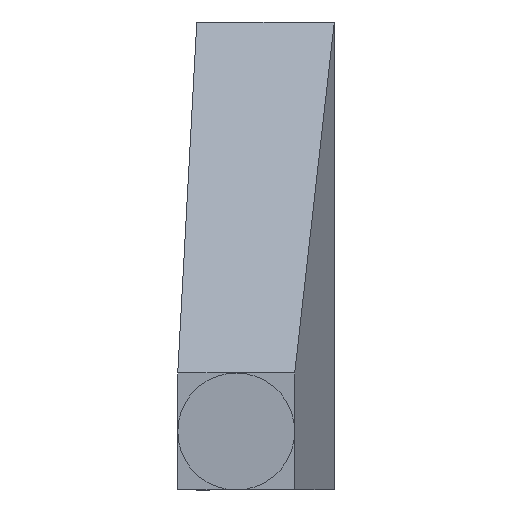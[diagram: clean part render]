
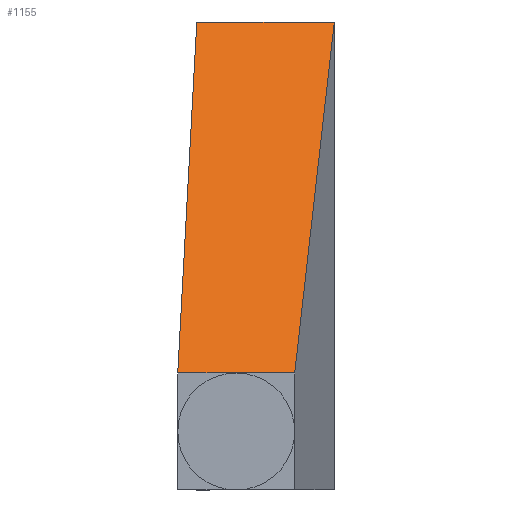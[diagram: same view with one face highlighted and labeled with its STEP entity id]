
A CAD part, front view. The second image highlights one B-rep face of the part: STEP entity #1155.
In plain terms, the highlighted planar face has unit normal (0, -0.768, 0.64).
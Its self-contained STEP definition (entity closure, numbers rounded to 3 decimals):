
#278 = VERTEX_POINT('',#279);
#279 = CARTESIAN_POINT('',(0.,0.,16.));
#293 = PLANE('',#294);
#294 = AXIS2_PLACEMENT_3D('',#295,#296,#297);
#295 = CARTESIAN_POINT('',(0.,0.,16.));
#296 = DIRECTION('',(0.,0.,1.));
#297 = DIRECTION('',(0.,1.,0.));
#319 = PLANE('',#320);
#320 = AXIS2_PLACEMENT_3D('',#321,#322,#323);
#321 = CARTESIAN_POINT('',(-0.65,-10.,0.));
#322 = DIRECTION('',(-0.998,0.065,
    0.));
#323 = DIRECTION('',(0.065,0.998,
    0.));
#688 = VERTEX_POINT('',#689);
#689 = CARTESIAN_POINT('',(4.7,0.,16.));
#724 = PLANE('',#725);
#725 = AXIS2_PLACEMENT_3D('',#726,#727,#728);
#726 = CARTESIAN_POINT('',(3.35,-10.,0.));
#727 = DIRECTION('',(-0.991,0.134,0.)
  );
#728 = DIRECTION('',(0.134,0.991,0.)
  );
#844 = EDGE_CURVE('',#278,#688,#845,.T.);
#845 = SURFACE_CURVE('',#846,(#850,#857),.PCURVE_S1.);
#846 = LINE('',#847,#848);
#847 = CARTESIAN_POINT('',(0.,0.,16.));
#848 = VECTOR('',#849,1.);
#849 = DIRECTION('',(1.,0.,0.));
#850 = PCURVE('',#293,#851);
#851 = DEFINITIONAL_REPRESENTATION('',(#852),#856);
#852 = LINE('',#853,#854);
#853 = CARTESIAN_POINT('',(0.,0.));
#854 = VECTOR('',#855,1.);
#855 = DIRECTION('',(0.,-1.));
#856 = ( GEOMETRIC_REPRESENTATION_CONTEXT(2) 
PARAMETRIC_REPRESENTATION_CONTEXT() REPRESENTATION_CONTEXT('2D SPACE',''
  ) );
#857 = PCURVE('',#858,#863);
#858 = PLANE('',#859);
#859 = AXIS2_PLACEMENT_3D('',#860,#861,#862);
#860 = CARTESIAN_POINT('',(24.7,-10.,4.));
#861 = DIRECTION('',(0.,0.768,-0.64)
  );
#862 = DIRECTION('',(0.,0.64,0.768)
  );
#863 = DEFINITIONAL_REPRESENTATION('',(#864),#868);
#864 = LINE('',#865,#866);
#865 = CARTESIAN_POINT('',(15.62,-24.7));
#866 = VECTOR('',#867,1.);
#867 = DIRECTION('',(0.,1.));
#868 = ( GEOMETRIC_REPRESENTATION_CONTEXT(2) 
PARAMETRIC_REPRESENTATION_CONTEXT() REPRESENTATION_CONTEXT('2D SPACE',''
  ) );
#924 = VERTEX_POINT('',#925);
#925 = CARTESIAN_POINT('',(-0.65,-10.,4.));
#939 = PLANE('',#940);
#940 = AXIS2_PLACEMENT_3D('',#941,#942,#943);
#941 = CARTESIAN_POINT('',(1.35,-10.,2.));
#942 = DIRECTION('',(0.,1.,0.));
#943 = DIRECTION('',(0.,0.,1.));
#951 = EDGE_CURVE('',#278,#924,#952,.T.);
#952 = SURFACE_CURVE('',#953,(#957,#964),.PCURVE_S1.);
#953 = LINE('',#954,#955);
#954 = CARTESIAN_POINT('',(-0.692,-10.645,3.226
    ));
#955 = VECTOR('',#956,1.);
#956 = DIRECTION('',(-0.042,-0.64,-0.768
    ));
#957 = PCURVE('',#319,#958);
#958 = DEFINITIONAL_REPRESENTATION('',(#959),#963);
#959 = LINE('',#960,#961);
#960 = CARTESIAN_POINT('',(-0.646,-3.226));
#961 = VECTOR('',#962,1.);
#962 = DIRECTION('',(-0.641,0.768));
#963 = ( GEOMETRIC_REPRESENTATION_CONTEXT(2) 
PARAMETRIC_REPRESENTATION_CONTEXT() REPRESENTATION_CONTEXT('2D SPACE',''
  ) );
#964 = PCURVE('',#858,#965);
#965 = DEFINITIONAL_REPRESENTATION('',(#966),#970);
#966 = LINE('',#967,#968);
#967 = CARTESIAN_POINT('',(-1.007,-25.392));
#968 = VECTOR('',#969,1.);
#969 = DIRECTION('',(-0.999,-0.042));
#970 = ( GEOMETRIC_REPRESENTATION_CONTEXT(2) 
PARAMETRIC_REPRESENTATION_CONTEXT() REPRESENTATION_CONTEXT('2D SPACE',''
  ) );
#1035 = VERTEX_POINT('',#1036);
#1036 = CARTESIAN_POINT('',(3.35,-10.,4.));
#1050 = PLANE('',#1051);
#1051 = AXIS2_PLACEMENT_3D('',#1052,#1053,#1054);
#1052 = CARTESIAN_POINT('',(1.35,-10.,2.));
#1053 = DIRECTION('',(0.,1.,0.));
#1054 = DIRECTION('',(0.,0.,1.));
#1062 = EDGE_CURVE('',#688,#1035,#1063,.T.);
#1063 = SURFACE_CURVE('',#1064,(#1068,#1075),.PCURVE_S1.);
#1064 = LINE('',#1065,#1066);
#1065 = CARTESIAN_POINT('',(3.297,-10.39,
    3.532));
#1066 = VECTOR('',#1067,1.);
#1067 = DIRECTION('',(-0.086,-0.638,-0.765
    ));
#1068 = PCURVE('',#724,#1069);
#1069 = DEFINITIONAL_REPRESENTATION('',(#1070),#1074);
#1070 = LINE('',#1071,#1072);
#1071 = CARTESIAN_POINT('',(-0.394,-3.532));
#1072 = VECTOR('',#1073,1.);
#1073 = DIRECTION('',(-0.644,0.765));
#1074 = ( GEOMETRIC_REPRESENTATION_CONTEXT(2) 
PARAMETRIC_REPRESENTATION_CONTEXT() REPRESENTATION_CONTEXT('2D SPACE',''
  ) );
#1075 = PCURVE('',#858,#1076);
#1076 = DEFINITIONAL_REPRESENTATION('',(#1077),#1081);
#1077 = LINE('',#1078,#1079);
#1078 = CARTESIAN_POINT('',(-0.609,-21.403));
#1079 = VECTOR('',#1080,1.);
#1080 = DIRECTION('',(-0.996,-0.086));
#1081 = ( GEOMETRIC_REPRESENTATION_CONTEXT(2) 
PARAMETRIC_REPRESENTATION_CONTEXT() REPRESENTATION_CONTEXT('2D SPACE',''
  ) );
#1155 = ADVANCED_FACE('',(#1156),#858,.F.);
#1156 = FACE_BOUND('',#1157,.F.);
#1157 = EDGE_LOOP('',(#1158,#1159,#1182,#1203,#1204));
#1158 = ORIENTED_EDGE('',*,*,#1062,.T.);
#1159 = ORIENTED_EDGE('',*,*,#1160,.T.);
#1160 = EDGE_CURVE('',#1035,#1161,#1163,.T.);
#1161 = VERTEX_POINT('',#1162);
#1162 = CARTESIAN_POINT('',(1.35,-10.,4.));
#1163 = SURFACE_CURVE('',#1164,(#1168,#1175),.PCURVE_S1.);
#1164 = LINE('',#1165,#1166);
#1165 = CARTESIAN_POINT('',(24.7,-10.,4.));
#1166 = VECTOR('',#1167,1.);
#1167 = DIRECTION('',(-1.,0.,0.));
#1168 = PCURVE('',#858,#1169);
#1169 = DEFINITIONAL_REPRESENTATION('',(#1170),#1174);
#1170 = LINE('',#1171,#1172);
#1171 = CARTESIAN_POINT('',(0.,0.));
#1172 = VECTOR('',#1173,1.);
#1173 = DIRECTION('',(0.,-1.));
#1174 = ( GEOMETRIC_REPRESENTATION_CONTEXT(2) 
PARAMETRIC_REPRESENTATION_CONTEXT() REPRESENTATION_CONTEXT('2D SPACE',''
  ) );
#1175 = PCURVE('',#1050,#1176);
#1176 = DEFINITIONAL_REPRESENTATION('',(#1177),#1181);
#1177 = LINE('',#1178,#1179);
#1178 = CARTESIAN_POINT('',(2.,23.35));
#1179 = VECTOR('',#1180,1.);
#1180 = DIRECTION('',(0.,-1.));
#1181 = ( GEOMETRIC_REPRESENTATION_CONTEXT(2) 
PARAMETRIC_REPRESENTATION_CONTEXT() REPRESENTATION_CONTEXT('2D SPACE',''
  ) );
#1182 = ORIENTED_EDGE('',*,*,#1183,.T.);
#1183 = EDGE_CURVE('',#1161,#924,#1184,.T.);
#1184 = SURFACE_CURVE('',#1185,(#1189,#1196),.PCURVE_S1.);
#1185 = LINE('',#1186,#1187);
#1186 = CARTESIAN_POINT('',(24.7,-10.,4.));
#1187 = VECTOR('',#1188,1.);
#1188 = DIRECTION('',(-1.,0.,0.));
#1189 = PCURVE('',#858,#1190);
#1190 = DEFINITIONAL_REPRESENTATION('',(#1191),#1195);
#1191 = LINE('',#1192,#1193);
#1192 = CARTESIAN_POINT('',(0.,0.));
#1193 = VECTOR('',#1194,1.);
#1194 = DIRECTION('',(0.,-1.));
#1195 = ( GEOMETRIC_REPRESENTATION_CONTEXT(2) 
PARAMETRIC_REPRESENTATION_CONTEXT() REPRESENTATION_CONTEXT('2D SPACE',''
  ) );
#1196 = PCURVE('',#939,#1197);
#1197 = DEFINITIONAL_REPRESENTATION('',(#1198),#1202);
#1198 = LINE('',#1199,#1200);
#1199 = CARTESIAN_POINT('',(2.,23.35));
#1200 = VECTOR('',#1201,1.);
#1201 = DIRECTION('',(0.,-1.));
#1202 = ( GEOMETRIC_REPRESENTATION_CONTEXT(2) 
PARAMETRIC_REPRESENTATION_CONTEXT() REPRESENTATION_CONTEXT('2D SPACE',''
  ) );
#1203 = ORIENTED_EDGE('',*,*,#951,.F.);
#1204 = ORIENTED_EDGE('',*,*,#844,.T.);
